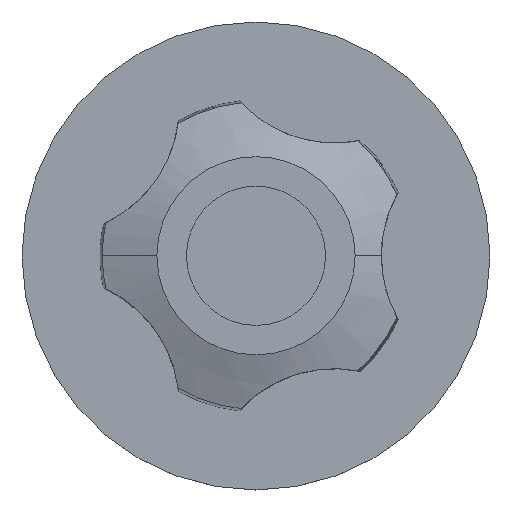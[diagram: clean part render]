
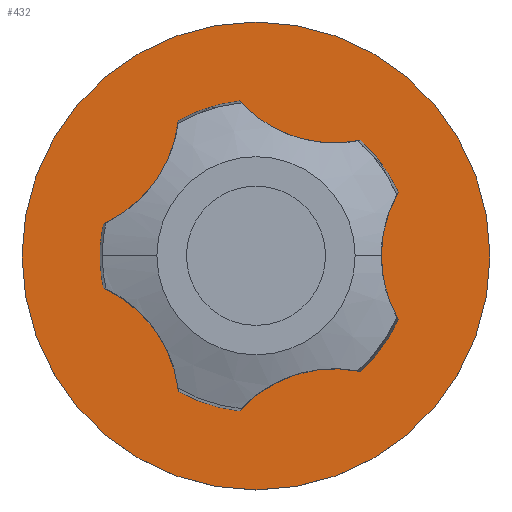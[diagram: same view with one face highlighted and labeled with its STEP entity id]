
A CAD part, top view. The second image highlights one B-rep face of the part: STEP entity #432.
In plain terms, the highlighted planar face has unit normal (0, 0, 1).
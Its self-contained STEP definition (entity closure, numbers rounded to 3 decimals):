
#93 = EDGE_CURVE ( 'NONE', #636, #2045, #1856, .T. ) ;
#107 = CARTESIAN_POINT ( 'NONE',  ( 40., 0., 1. ) ) ;
#129 = ORIENTED_EDGE ( 'NONE', *, *, #2320, .T. ) ;
#285 = FACE_OUTER_BOUND ( 'NONE', #1561, .T. ) ;
#292 = EDGE_CURVE ( 'NONE', #1959, #1953, #2577, .T. ) ;
#432 = ADVANCED_FACE ( 'NONE', ( #285, #2718 ), #458, .T. ) ;
#437 = CARTESIAN_POINT ( 'NONE',  ( 0., 0., 1. ) ) ;
#458 = PLANE ( 'NONE',  #1637 ) ;
#588 = CARTESIAN_POINT ( 'NONE',  ( -40., 0., 1. ) ) ;
#636 = VERTEX_POINT ( 'NONE', #107 ) ;
#725 = DIRECTION ( 'NONE',  ( 1., 0., 0. ) ) ;
#758 = EDGE_LOOP ( 'NONE', ( #816, #1270 ) ) ;
#799 = DIRECTION ( 'NONE',  ( 0., 0., 1. ) ) ;
#816 = ORIENTED_EDGE ( 'NONE', *, *, #292, .F. ) ;
#850 = DIRECTION ( 'NONE',  ( 0., 0., 1. ) ) ;
#888 = AXIS2_PLACEMENT_3D ( 'NONE', #2090, #799, #2303 ) ;
#1028 = CARTESIAN_POINT ( 'NONE',  ( 0., 0., 1. ) ) ;
#1048 = AXIS2_PLACEMENT_3D ( 'NONE', #2218, #2261, #725 ) ;
#1222 = AXIS2_PLACEMENT_3D ( 'NONE', #1028, #2514, #1229 ) ;
#1229 = DIRECTION ( 'NONE',  ( 1., 0., 0. ) ) ;
#1270 = ORIENTED_EDGE ( 'NONE', *, *, #2032, .F. ) ;
#1499 = DIRECTION ( 'NONE',  ( 1., 0., 0. ) ) ;
#1561 = EDGE_LOOP ( 'NONE', ( #129, #1702 ) ) ;
#1637 = AXIS2_PLACEMENT_3D ( 'NONE', #2158, #2760, #1499 ) ;
#1702 = ORIENTED_EDGE ( 'NONE', *, *, #93, .T. ) ;
#1781 = AXIS2_PLACEMENT_3D ( 'NONE', #437, #850, #2134 ) ;
#1856 = CIRCLE ( 'NONE', #1048, 40. ) ;
#1953 = VERTEX_POINT ( 'NONE', #2067 ) ;
#1959 = VERTEX_POINT ( 'NONE', #2274 ) ;
#1966 = CIRCLE ( 'NONE', #888, 40. ) ;
#2032 = EDGE_CURVE ( 'NONE', #1953, #1959, #2296, .T. ) ;
#2045 = VERTEX_POINT ( 'NONE', #588 ) ;
#2067 = CARTESIAN_POINT ( 'NONE',  ( 5., 0., 1. ) ) ;
#2090 = CARTESIAN_POINT ( 'NONE',  ( 0., 0., 1. ) ) ;
#2134 = DIRECTION ( 'NONE',  ( 1., 0., 0. ) ) ;
#2158 = CARTESIAN_POINT ( 'NONE',  ( 0., 0., 1. ) ) ;
#2218 = CARTESIAN_POINT ( 'NONE',  ( 0., 0., 1. ) ) ;
#2261 = DIRECTION ( 'NONE',  ( 0., 0., 1. ) ) ;
#2274 = CARTESIAN_POINT ( 'NONE',  ( -5., 0., 1. ) ) ;
#2296 = CIRCLE ( 'NONE', #1222, 5. ) ;
#2303 = DIRECTION ( 'NONE',  ( 1., 0., 0. ) ) ;
#2320 = EDGE_CURVE ( 'NONE', #2045, #636, #1966, .T. ) ;
#2514 = DIRECTION ( 'NONE',  ( 0., 0., 1. ) ) ;
#2577 = CIRCLE ( 'NONE', #1781, 5. ) ;
#2718 = FACE_BOUND ( 'NONE', #758, .T. ) ;
#2760 = DIRECTION ( 'NONE',  ( 0., 0., 1. ) ) ;
